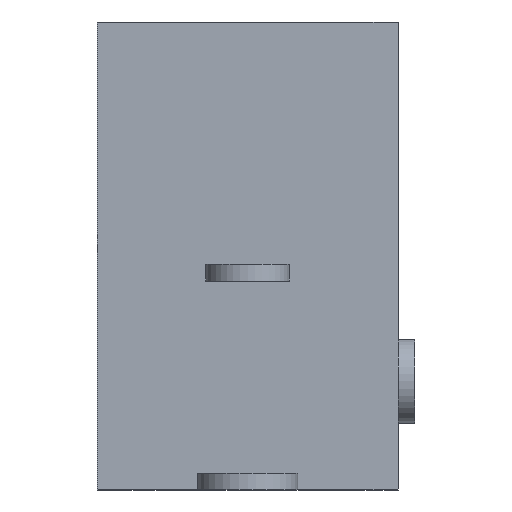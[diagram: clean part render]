
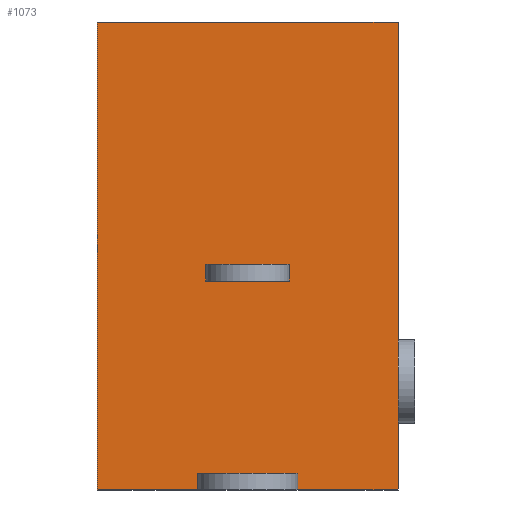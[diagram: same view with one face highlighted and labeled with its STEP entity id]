
A CAD part, front view. The second image highlights one B-rep face of the part: STEP entity #1073.
In plain terms, the highlighted planar face has unit normal (0, -1, 0).
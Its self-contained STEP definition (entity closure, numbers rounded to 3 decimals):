
#1 = EDGE_CURVE ( 'NONE', #735, #675, #245, .T. ) ;
#11 = EDGE_CURVE ( 'NONE', #719, #752, #271, .T. ) ;
#22 = EDGE_CURVE ( 'NONE', #675, #752, #283, .T. ) ;
#26 = DIRECTION ( 'NONE',  ( 1., 0., 0. ) ) ;
#27 = CARTESIAN_POINT ( 'NONE',  ( 0., 0., 0. ) ) ;
#29 = CARTESIAN_POINT ( 'NONE',  ( 3.25, 0., 6.25 ) ) ;
#30 = CARTESIAN_POINT ( 'NONE',  ( 0., 0., 14. ) ) ;
#32 = CARTESIAN_POINT ( 'NONE',  ( 3., 0., 0. ) ) ;
#34 = CARTESIAN_POINT ( 'NONE',  ( 3., 0., 0.5 ) ) ;
#36 = CARTESIAN_POINT ( 'NONE',  ( 6., 0., 0.5 ) ) ;
#37 = CARTESIAN_POINT ( 'NONE',  ( 0., 0., 0. ) ) ;
#43 = CARTESIAN_POINT ( 'NONE',  ( 9., 0., 0. ) ) ;
#48 = CARTESIAN_POINT ( 'NONE',  ( 9., 0., 4.5 ) ) ;
#50 = CARTESIAN_POINT ( 'NONE',  ( 5.75, 0., 6.75 ) ) ;
#75 = EDGE_LOOP ( 'NONE', ( #224, #226, #240, #227, #92, #154, #138, #84, #160, #91 ) ) ;
#84 = ORIENTED_EDGE ( 'NONE', *, *, #1257, .F. ) ;
#91 = ORIENTED_EDGE ( 'NONE', *, *, #22, .F. ) ;
#92 = ORIENTED_EDGE ( 'NONE', *, *, #798, .T. ) ;
#116 = ORIENTED_EDGE ( 'NONE', *, *, #1258, .F. ) ;
#117 = ORIENTED_EDGE ( 'NONE', *, *, #1251, .F. ) ;
#138 = ORIENTED_EDGE ( 'NONE', *, *, #809, .F. ) ;
#154 = ORIENTED_EDGE ( 'NONE', *, *, #1252, .F. ) ;
#160 = ORIENTED_EDGE ( 'NONE', *, *, #11, .T. ) ;
#208 = EDGE_LOOP ( 'NONE', ( #266, #116, #235, #117 ) ) ;
#224 = ORIENTED_EDGE ( 'NONE', *, *, #1, .F. ) ;
#226 = ORIENTED_EDGE ( 'NONE', *, *, #1240, .F. ) ;
#227 = ORIENTED_EDGE ( 'NONE', *, *, #1247, .T. ) ;
#234 = VECTOR ( 'NONE', #681, 1000. ) ;
#235 = ORIENTED_EDGE ( 'NONE', *, *, #1256, .F. ) ;
#240 = ORIENTED_EDGE ( 'NONE', *, *, #1241, .F. ) ;
#245 = LINE ( 'NONE', #684, #234 ) ;
#266 = ORIENTED_EDGE ( 'NONE', *, *, #807, .F. ) ;
#271 = LINE ( 'NONE', #702, #272 ) ;
#272 = VECTOR ( 'NONE', #716, 1000. ) ;
#283 = LINE ( 'NONE', #709, #290 ) ;
#290 = VECTOR ( 'NONE', #689, 1000. ) ;
#302 = LINE ( 'NONE', #27, #304 ) ;
#304 = VECTOR ( 'NONE', #26, 1000. ) ;
#308 = LINE ( 'NONE', #1035, #318 ) ;
#318 = VECTOR ( 'NONE', #1040, 1000. ) ;
#322 = LINE ( 'NONE', #989, #323 ) ;
#323 = VECTOR ( 'NONE', #972, 1000. ) ;
#463 = CARTESIAN_POINT ( 'NONE',  ( 3., 0., 0.5 ) ) ;
#464 = DIRECTION ( 'NONE',  ( 0., 0., -1. ) ) ;
#465 = DIRECTION ( 'NONE',  ( 1., 0., 0. ) ) ;
#467 = CARTESIAN_POINT ( 'NONE',  ( 3.25, 0., 6.25 ) ) ;
#473 = DIRECTION ( 'NONE',  ( 0., 0., -1. ) ) ;
#474 = CARTESIAN_POINT ( 'NONE',  ( 0., 0., 14. ) ) ;
#477 = CARTESIAN_POINT ( 'NONE',  ( 5.75, 0., 6.75 ) ) ;
#489 = DIRECTION ( 'NONE',  ( 1., 0., 0. ) ) ;
#490 = CARTESIAN_POINT ( 'NONE',  ( 0., 0., 14. ) ) ;
#491 = DIRECTION ( 'NONE',  ( 0., 0., -1. ) ) ;
#492 = CARTESIAN_POINT ( 'NONE',  ( 9., 0., 14. ) ) ;
#547 = DIRECTION ( 'NONE',  ( 0., 0., 1. ) ) ;
#548 = DIRECTION ( 'NONE',  ( 0., 1., 0. ) ) ;
#549 = PLANE ( 'NONE',  #896 ) ;
#550 = CARTESIAN_POINT ( 'NONE',  ( 0., 0., 14. ) ) ;
#660 = VERTEX_POINT ( 'NONE', #751 ) ;
#669 = VERTEX_POINT ( 'NONE', #738 ) ;
#675 = VERTEX_POINT ( 'NONE', #690 ) ;
#681 = DIRECTION ( 'NONE',  ( 0., 0., -1. ) ) ;
#684 = CARTESIAN_POINT ( 'NONE',  ( 9., 0., 4.5 ) ) ;
#689 = DIRECTION ( 'NONE',  ( 0., 0., -1. ) ) ;
#690 = CARTESIAN_POINT ( 'NONE',  ( 9., 0., 2. ) ) ;
#702 = CARTESIAN_POINT ( 'NONE',  ( 0., 0., 0. ) ) ;
#709 = CARTESIAN_POINT ( 'NONE',  ( 9., 0., 14. ) ) ;
#716 = DIRECTION ( 'NONE',  ( 1., 0., 0. ) ) ;
#718 = VERTEX_POINT ( 'NONE', #770 ) ;
#719 = VERTEX_POINT ( 'NONE', #781 ) ;
#733 = VERTEX_POINT ( 'NONE', #50 ) ;
#735 = VERTEX_POINT ( 'NONE', #48 ) ;
#738 = CARTESIAN_POINT ( 'NONE',  ( 5.75, 0., 6.25 ) ) ;
#751 = CARTESIAN_POINT ( 'NONE',  ( 3.25, 0., 6.75 ) ) ;
#752 = VERTEX_POINT ( 'NONE', #43 ) ;
#763 = VERTEX_POINT ( 'NONE', #37 ) ;
#765 = VERTEX_POINT ( 'NONE', #36 ) ;
#770 = CARTESIAN_POINT ( 'NONE',  ( 9., 0., 14. ) ) ;
#775 = VERTEX_POINT ( 'NONE', #34 ) ;
#781 = CARTESIAN_POINT ( 'NONE',  ( 6., 0., 0. ) ) ;
#784 = VERTEX_POINT ( 'NONE', #32 ) ;
#792 = VERTEX_POINT ( 'NONE', #30 ) ;
#793 = VERTEX_POINT ( 'NONE', #29 ) ;
#798 = EDGE_CURVE ( 'NONE', #763, #784, #302, .T. ) ;
#807 = EDGE_CURVE ( 'NONE', #660, #793, #308, .T. ) ;
#809 = EDGE_CURVE ( 'NONE', #765, #775, #322, .T. ) ;
#896 = AXIS2_PLACEMENT_3D ( 'NONE', #550, #548, #547 ) ;
#972 = DIRECTION ( 'NONE',  ( -1., 0., 0. ) ) ;
#989 = CARTESIAN_POINT ( 'NONE',  ( 3., 0., 0.5 ) ) ;
#1035 = CARTESIAN_POINT ( 'NONE',  ( 3.25, 0., 6.75 ) ) ;
#1040 = DIRECTION ( 'NONE',  ( 0., 0., -1. ) ) ;
#1073 = ADVANCED_FACE ( 'NONE', ( #1112, #1115 ), #549, .F. ) ;
#1112 = FACE_BOUND ( 'NONE', #208, .T. ) ;
#1115 = FACE_OUTER_BOUND ( 'NONE', #75, .T. ) ;
#1131 = LINE ( 'NONE', #474, #1155 ) ;
#1150 = LINE ( 'NONE', #492, #1151 ) ;
#1151 = VECTOR ( 'NONE', #491, 1000. ) ;
#1152 = LINE ( 'NONE', #490, #1153 ) ;
#1153 = VECTOR ( 'NONE', #489, 1000. ) ;
#1155 = VECTOR ( 'NONE', #473, 1000. ) ;
#1167 = LINE ( 'NONE', #467, #1168 ) ;
#1168 = VECTOR ( 'NONE', #465, 1000. ) ;
#1169 = LINE ( 'NONE', #463, #1170 ) ;
#1170 = VECTOR ( 'NONE', #464, 1000. ) ;
#1173 = LINE ( 'NONE', #477, #1175 ) ;
#1175 = VECTOR ( 'NONE', #1189, 1000. ) ;
#1176 = LINE ( 'NONE', #1196, #1177 ) ;
#1177 = VECTOR ( 'NONE', #1190, 1000. ) ;
#1178 = LINE ( 'NONE', #1197, #1179 ) ;
#1179 = VECTOR ( 'NONE', #1195, 1000. ) ;
#1189 = DIRECTION ( 'NONE',  ( 0., 0., 1. ) ) ;
#1190 = DIRECTION ( 'NONE',  ( 0., 0., 1. ) ) ;
#1195 = DIRECTION ( 'NONE',  ( -1., 0., 0. ) ) ;
#1196 = CARTESIAN_POINT ( 'NONE',  ( 6., 0., 0.5 ) ) ;
#1197 = CARTESIAN_POINT ( 'NONE',  ( 3.25, 0., 6.75 ) ) ;
#1240 = EDGE_CURVE ( 'NONE', #718, #735, #1150, .T. ) ;
#1241 = EDGE_CURVE ( 'NONE', #792, #718, #1152, .T. ) ;
#1247 = EDGE_CURVE ( 'NONE', #792, #763, #1131, .T. ) ;
#1251 = EDGE_CURVE ( 'NONE', #793, #669, #1167, .T. ) ;
#1252 = EDGE_CURVE ( 'NONE', #775, #784, #1169, .T. ) ;
#1256 = EDGE_CURVE ( 'NONE', #669, #733, #1173, .T. ) ;
#1257 = EDGE_CURVE ( 'NONE', #719, #765, #1176, .T. ) ;
#1258 = EDGE_CURVE ( 'NONE', #733, #660, #1178, .T. ) ;
